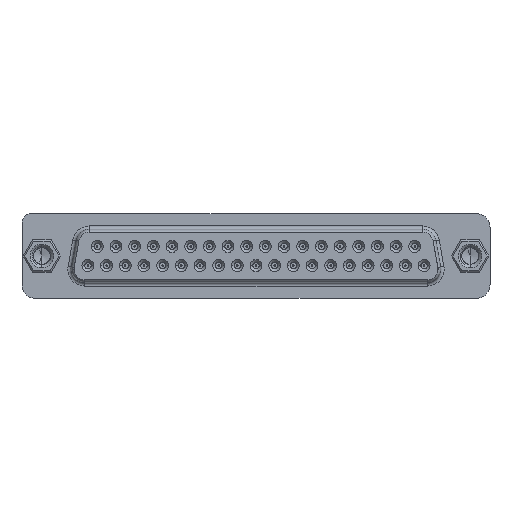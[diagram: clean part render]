
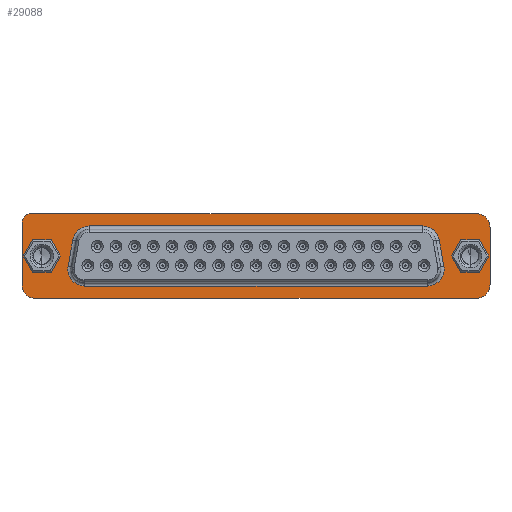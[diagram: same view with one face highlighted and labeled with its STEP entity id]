
A CAD part, front view. The second image highlights one B-rep face of the part: STEP entity #29088.
In plain terms, the highlighted planar face has unit normal (0, -1, 0).
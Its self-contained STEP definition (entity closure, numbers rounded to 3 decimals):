
#2105=DIRECTION('',(1.,0.,0.));
#2106=VECTOR('',#2105,50.8);
#2107=CARTESIAN_POINT('',(-25.4,2.7,-4.45));
#2108=LINE('',#2107,#2106);
#2113=CARTESIAN_POINT('',(32.675,2.7,-4.25));
#2114=DIRECTION('',(0.,-1.,0.));
#2115=DIRECTION('',(0.,0.,-1.));
#2116=AXIS2_PLACEMENT_3D('',#2113,#2114,#2115);
#2118=DIRECTION('',(1.,0.,0.));
#2119=VECTOR('',#2118,65.375);
#2120=CARTESIAN_POINT('',(-32.7,2.7,-6.275));
#2121=LINE('',#2120,#2119);
#2122=CARTESIAN_POINT('',(-32.7,2.7,-4.275));
#2123=DIRECTION('',(0.,-1.,0.));
#2124=DIRECTION('',(-1.,0.,0.));
#2125=AXIS2_PLACEMENT_3D('',#2122,#2123,#2124);
#2127=DIRECTION('',(0.,0.,-1.));
#2128=VECTOR('',#2127,9.25);
#2129=CARTESIAN_POINT('',(-34.7,2.7,4.975));
#2130=LINE('',#2129,#2128);
#2131=CARTESIAN_POINT('',(-33.4,2.7,4.975));
#2132=DIRECTION('',(0.,-1.,0.));
#2133=DIRECTION('',(0.,0.,1.));
#2134=AXIS2_PLACEMENT_3D('',#2131,#2132,#2133);
#2136=DIRECTION('',(-1.,0.,0.));
#2137=VECTOR('',#2136,66.075);
#2138=CARTESIAN_POINT('',(32.675,2.7,6.275));
#2139=LINE('',#2138,#2137);
#2140=CARTESIAN_POINT('',(32.675,2.7,4.25));
#2141=DIRECTION('',(0.,-1.,0.));
#2142=DIRECTION('',(1.,0.,0.));
#2143=AXIS2_PLACEMENT_3D('',#2140,#2141,#2142);
#2145=DIRECTION('',(0.,0.,1.));
#2146=VECTOR('',#2145,8.5);
#2147=CARTESIAN_POINT('',(34.7,2.7,-4.25));
#2148=LINE('',#2147,#2146);
#2149=CARTESIAN_POINT('',(-31.75,2.7,0.));
#2150=DIRECTION('',(0.,1.,0.));
#2151=DIRECTION('',(-1.,0.,0.));
#2152=AXIS2_PLACEMENT_3D('',#2149,#2150,#2151);
#2154=CARTESIAN_POINT('',(-31.75,2.7,0.));
#2155=DIRECTION('',(0.,1.,0.));
#2156=DIRECTION('',(1.,0.,0.));
#2157=AXIS2_PLACEMENT_3D('',#2154,#2155,#2156);
#2159=CARTESIAN_POINT('',(31.75,2.7,0.));
#2160=DIRECTION('',(0.,1.,0.));
#2161=DIRECTION('',(-1.,0.,0.));
#2162=AXIS2_PLACEMENT_3D('',#2159,#2160,#2161);
#2164=CARTESIAN_POINT('',(31.75,2.7,0.));
#2165=DIRECTION('',(0.,1.,0.));
#2166=DIRECTION('',(1.,0.,0.));
#2167=AXIS2_PLACEMENT_3D('',#2164,#2165,#2166);
#2169=CARTESIAN_POINT('',(-24.712,2.7,1.95));
#2170=DIRECTION('',(0.,1.,0.));
#2171=DIRECTION('',(-0.985,0.,0.174));
#2172=AXIS2_PLACEMENT_3D('',#2169,#2170,#2171);
#2174=DIRECTION('',(0.174,0.,0.985));
#2175=VECTOR('',#2174,3.96);
#2176=CARTESIAN_POINT('',(-27.862,2.7,-1.516));
#2177=LINE('',#2176,#2175);
#2178=CARTESIAN_POINT('',(-25.4,2.7,-1.95));
#2179=DIRECTION('',(0.,1.,0.));
#2180=DIRECTION('',(0.,0.,-1.));
#2181=AXIS2_PLACEMENT_3D('',#2178,#2179,#2180);
#2183=CARTESIAN_POINT('',(25.4,2.7,-1.95));
#2184=DIRECTION('',(0.,1.,0.));
#2185=DIRECTION('',(0.985,0.,0.174));
#2186=AXIS2_PLACEMENT_3D('',#2183,#2184,#2185);
#2188=DIRECTION('',(0.174,0.,-0.985));
#2189=VECTOR('',#2188,3.96);
#2190=CARTESIAN_POINT('',(27.174,2.7,2.384));
#2191=LINE('',#2190,#2189);
#2192=CARTESIAN_POINT('',(24.712,2.7,1.95));
#2193=DIRECTION('',(0.,1.,0.));
#2194=DIRECTION('',(0.,0.,1.));
#2195=AXIS2_PLACEMENT_3D('',#2192,#2193,#2194);
#5475=DIRECTION('',(-1.,0.,0.));
#5476=VECTOR('',#5475,49.425);
#5477=CARTESIAN_POINT('',(24.712,2.7,4.45));
#5478=LINE('',#5477,#5476);
#22315=CARTESIAN_POINT('',(32.675,2.7,-6.275));
#22316=VERTEX_POINT('',#22315);
#22317=CARTESIAN_POINT('',(34.7,2.7,-4.25));
#22318=VERTEX_POINT('',#22317);
#22319=CARTESIAN_POINT('',(-32.7,2.7,-6.275));
#22320=VERTEX_POINT('',#22319);
#22321=CARTESIAN_POINT('',(-34.7,2.7,-4.275));
#22322=VERTEX_POINT('',#22321);
#22323=CARTESIAN_POINT('',(-34.7,2.7,4.975));
#22324=VERTEX_POINT('',#22323);
#22325=CARTESIAN_POINT('',(-33.4,2.7,6.275));
#22326=VERTEX_POINT('',#22325);
#22327=CARTESIAN_POINT('',(32.675,2.7,6.275));
#22328=VERTEX_POINT('',#22327);
#22329=CARTESIAN_POINT('',(34.7,2.7,4.25));
#22330=VERTEX_POINT('',#22329);
#22331=CARTESIAN_POINT('',(-33.75,2.7,0.));
#22332=CARTESIAN_POINT('',(-29.75,2.7,0.));
#22333=VERTEX_POINT('',#22331);
#22334=VERTEX_POINT('',#22332);
#22335=CARTESIAN_POINT('',(29.75,2.7,0.));
#22336=CARTESIAN_POINT('',(33.75,2.7,0.));
#22337=VERTEX_POINT('',#22335);
#22338=VERTEX_POINT('',#22336);
#22339=CARTESIAN_POINT('',(-27.174,2.7,2.384));
#22340=CARTESIAN_POINT('',(-24.712,2.7,4.45));
#22341=VERTEX_POINT('',#22339);
#22342=VERTEX_POINT('',#22340);
#22343=CARTESIAN_POINT('',(-27.862,2.7,-1.516));
#22344=VERTEX_POINT('',#22343);
#22345=CARTESIAN_POINT('',(-25.4,2.7,-4.45));
#22346=VERTEX_POINT('',#22345);
#22347=CARTESIAN_POINT('',(25.4,2.7,-4.45));
#22348=VERTEX_POINT('',#22347);
#22349=CARTESIAN_POINT('',(27.862,2.7,-1.516));
#22350=VERTEX_POINT('',#22349);
#22351=CARTESIAN_POINT('',(27.174,2.7,2.384));
#22352=VERTEX_POINT('',#22351);
#22353=CARTESIAN_POINT('',(24.712,2.7,4.45));
#22354=VERTEX_POINT('',#22353);
#29036=CARTESIAN_POINT('',(0.,2.7,0.));
#29037=DIRECTION('',(0.,1.,0.));
#29038=DIRECTION('',(-1.,0.,0.));
#29039=AXIS2_PLACEMENT_3D('',#29036,#29037,#29038);
#29040=PLANE('',#29039);
#29042=ORIENTED_EDGE('',*,*,#29041,.F.);
#29044=ORIENTED_EDGE('',*,*,#29043,.F.);
#29046=ORIENTED_EDGE('',*,*,#29045,.F.);
#29048=ORIENTED_EDGE('',*,*,#29047,.F.);
#29050=ORIENTED_EDGE('',*,*,#29049,.F.);
#29052=ORIENTED_EDGE('',*,*,#29051,.F.);
#29054=ORIENTED_EDGE('',*,*,#29053,.F.);
#29056=ORIENTED_EDGE('',*,*,#29055,.F.);
#29057=EDGE_LOOP('',(#29042,#29044,#29046,#29048,#29050,#29052,#29054,#29056));
#29058=FACE_OUTER_BOUND('',#29057,.F.);
#29060=ORIENTED_EDGE('',*,*,#29059,.F.);
#29062=ORIENTED_EDGE('',*,*,#29061,.F.);
#29063=EDGE_LOOP('',(#29060,#29062));
#29064=FACE_BOUND('',#29063,.F.);
#29066=ORIENTED_EDGE('',*,*,#29065,.F.);
#29068=ORIENTED_EDGE('',*,*,#29067,.F.);
#29069=EDGE_LOOP('',(#29066,#29068));
#29070=FACE_BOUND('',#29069,.F.);
#29072=ORIENTED_EDGE('',*,*,#29071,.F.);
#29074=ORIENTED_EDGE('',*,*,#29073,.F.);
#29076=ORIENTED_EDGE('',*,*,#29075,.F.);
#29077=ORIENTED_EDGE('',*,*,#29026,.T.);
#29079=ORIENTED_EDGE('',*,*,#29078,.F.);
#29081=ORIENTED_EDGE('',*,*,#29080,.F.);
#29083=ORIENTED_EDGE('',*,*,#29082,.F.);
#29085=ORIENTED_EDGE('',*,*,#29084,.T.);
#29086=EDGE_LOOP('',(#29072,#29074,#29076,#29077,#29079,#29081,#29083,#29085));
#29087=FACE_BOUND('',#29086,.F.);
#29088=ADVANCED_FACE('',(#29058,#29064,#29070,#29087),#29040,.F.);
#2117=CIRCLE('',#2116,2.025);
#2126=CIRCLE('',#2125,2.);
#2135=CIRCLE('',#2134,1.3);
#2144=CIRCLE('',#2143,2.025);
#2153=CIRCLE('',#2152,2.);
#2158=CIRCLE('',#2157,2.);
#2163=CIRCLE('',#2162,2.);
#2168=CIRCLE('',#2167,2.);
#2173=CIRCLE('',#2172,2.5);
#2182=CIRCLE('',#2181,2.5);
#2187=CIRCLE('',#2186,2.5);
#2196=CIRCLE('',#2195,2.5);
#29026=EDGE_CURVE('',#22346,#22348,#2108,.T.);
#29041=EDGE_CURVE('',#22316,#22318,#2117,.T.);
#29043=EDGE_CURVE('',#22320,#22316,#2121,.T.);
#29045=EDGE_CURVE('',#22322,#22320,#2126,.T.);
#29047=EDGE_CURVE('',#22324,#22322,#2130,.T.);
#29049=EDGE_CURVE('',#22326,#22324,#2135,.T.);
#29051=EDGE_CURVE('',#22328,#22326,#2139,.T.);
#29053=EDGE_CURVE('',#22330,#22328,#2144,.T.);
#29055=EDGE_CURVE('',#22318,#22330,#2148,.T.);
#29059=EDGE_CURVE('',#22333,#22334,#2153,.T.);
#29061=EDGE_CURVE('',#22334,#22333,#2158,.T.);
#29065=EDGE_CURVE('',#22337,#22338,#2163,.T.);
#29067=EDGE_CURVE('',#22338,#22337,#2168,.T.);
#29071=EDGE_CURVE('',#22341,#22342,#2173,.T.);
#29073=EDGE_CURVE('',#22344,#22341,#2177,.T.);
#29075=EDGE_CURVE('',#22346,#22344,#2182,.T.);
#29078=EDGE_CURVE('',#22350,#22348,#2187,.T.);
#29080=EDGE_CURVE('',#22352,#22350,#2191,.T.);
#29082=EDGE_CURVE('',#22354,#22352,#2196,.T.);
#29084=EDGE_CURVE('',#22354,#22342,#5478,.T.);
